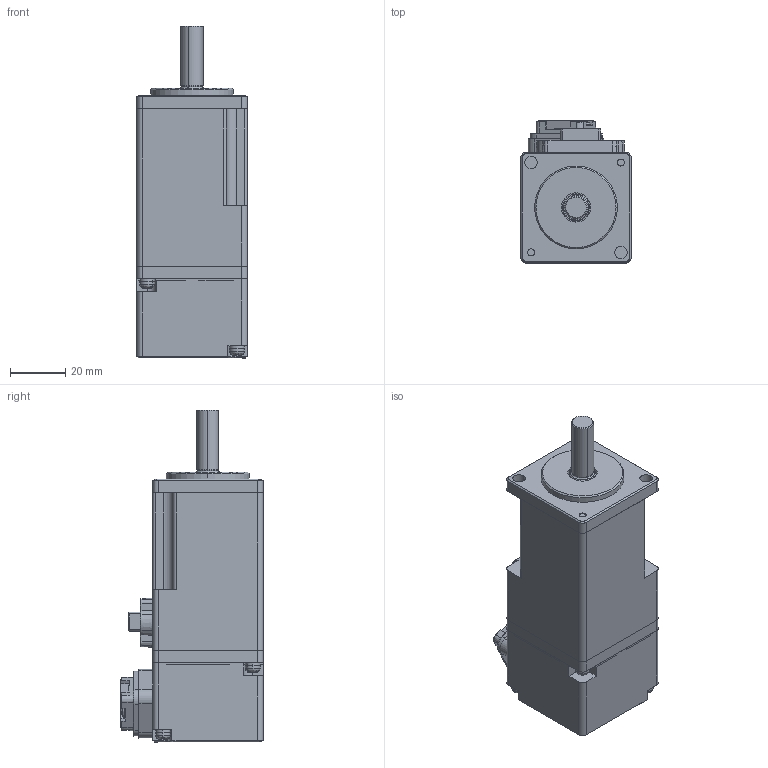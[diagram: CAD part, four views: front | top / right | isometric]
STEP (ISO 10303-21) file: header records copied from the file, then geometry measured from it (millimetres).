
FILE_DESCRIPTION (( 'STEP AP214' ), '1' );
FILE_NAME ('APMC-FAL01AM8N-8-AD.STEP', '2024-03-25T17:51:06', ( '' ), ( '' ), 'SwSTEP 2.0', 'SolidWorks 2021', '' );
FILE_SCHEMA (( 'AUTOMOTIVE_DESIGN' ));
Length unit declared in the file: inch
Products named in the file (1): APMC-FAL01AM8N-8-AD
Bounding box: 40 x 51.5 x 120.2 mm (x, y, z)
Volume: 155422 mm3; surface area: 42633.2 mm2
Topology: 28 solids, 28 shells, 1444 faces, 3819 edges, 2482 vertices
Faces by surface type: plane 911, cylinder 355, bspline 96, cone 57, torus 17, sphere 8
Entity records: 48419 total; most frequent: CARTESIAN_POINT 12586, ORIENTED_EDGE 7638, DIRECTION 6921, EDGE_CURVE 3819, LINE 2603, VECTOR 2603, VERTEX_POINT 2482, AXIS2_PLACEMENT_3D 2159
